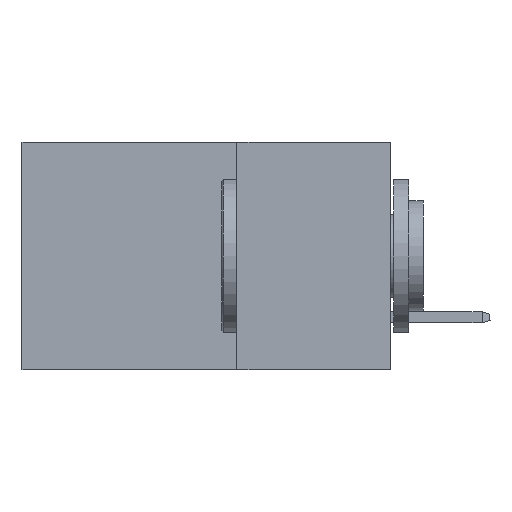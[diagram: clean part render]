
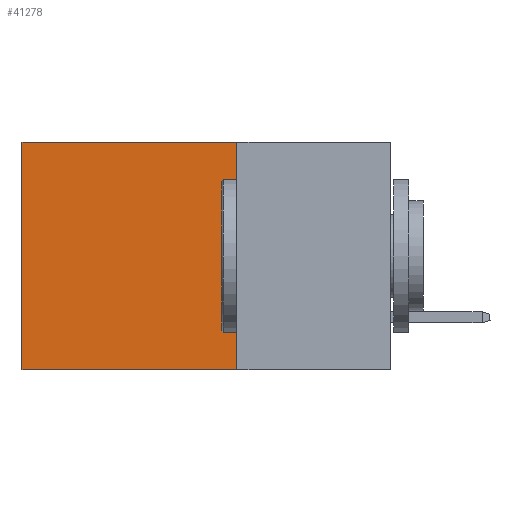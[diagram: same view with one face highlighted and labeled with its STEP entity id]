
A CAD part, left-side view. The second image highlights one B-rep face of the part: STEP entity #41278.
In plain terms, the highlighted planar face has unit normal (-1, 0, 0).
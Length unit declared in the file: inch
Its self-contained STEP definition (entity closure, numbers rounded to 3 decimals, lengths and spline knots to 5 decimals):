
#378 = VERTEX_POINT ( 'NONE', #6615 ) ;
#1186 = VERTEX_POINT ( 'NONE', #37971 ) ;
#1556 = EDGE_CURVE ( 'NONE', #378, #31117, #8724, .T. ) ;
#1720 = ORIENTED_EDGE ( 'NONE', *, *, #42393, .T. ) ;
#5341 = EDGE_CURVE ( 'NONE', #1186, #31117, #22969, .T. ) ;
#6615 = CARTESIAN_POINT ( 'NONE',  ( 0.2875, 0.25, -0.37 ) ) ;
#7756 = ORIENTED_EDGE ( 'NONE', *, *, #18371, .F. ) ;
#7875 = DIRECTION ( 'NONE',  ( 0., 1., 0. ) ) ;
#8724 = LINE ( 'NONE', #33885, #25257 ) ;
#9055 = LINE ( 'NONE', #13970, #37952 ) ;
#9129 = EDGE_LOOP ( 'NONE', ( #24761, #20199, #7756, #1720 ) ) ;
#9416 = CARTESIAN_POINT ( 'NONE',  ( 0.2875, 0.25, 0. ) ) ;
#12100 = VECTOR ( 'NONE', #12404, 39.37008 ) ;
#12404 = DIRECTION ( 'NONE',  ( 0., 0., -1. ) ) ;
#13970 = CARTESIAN_POINT ( 'NONE',  ( 0.2875, 0.25, 0. ) ) ;
#14251 = AXIS2_PLACEMENT_3D ( 'NONE', #9416, #32497, #42769 ) ;
#16781 = FACE_OUTER_BOUND ( 'NONE', #9129, .T. ) ;
#17251 = VECTOR ( 'NONE', #35725, 39.37008 ) ;
#18371 = EDGE_CURVE ( 'NONE', #23102, #378, #9055, .T. ) ;
#20199 = ORIENTED_EDGE ( 'NONE', *, *, #1556, .F. ) ;
#22536 = PLANE ( 'NONE',  #14251 ) ;
#22969 = LINE ( 'NONE', #25987, #12100 ) ;
#23102 = VERTEX_POINT ( 'NONE', #38273 ) ;
#24761 = ORIENTED_EDGE ( 'NONE', *, *, #5341, .T. ) ;
#25257 = VECTOR ( 'NONE', #7875, 39.37008 ) ;
#25987 = CARTESIAN_POINT ( 'NONE',  ( 0.2875, 0.6, 0. ) ) ;
#28092 = LINE ( 'NONE', #28915, #17251 ) ;
#28915 = CARTESIAN_POINT ( 'NONE',  ( 0.2875, 0.25, 0. ) ) ;
#29985 = DIRECTION ( 'NONE',  ( 0., 0., -1. ) ) ;
#31117 = VERTEX_POINT ( 'NONE', #32131 ) ;
#32131 = CARTESIAN_POINT ( 'NONE',  ( 0.2875, 0.6, -0.37 ) ) ;
#32497 = DIRECTION ( 'NONE',  ( 1., 0., 0. ) ) ;
#33885 = CARTESIAN_POINT ( 'NONE',  ( 0.2875, 0.25, -0.37 ) ) ;
#35725 = DIRECTION ( 'NONE',  ( 0., 1., 0. ) ) ;
#37952 = VECTOR ( 'NONE', #29985, 39.37008 ) ;
#37971 = CARTESIAN_POINT ( 'NONE',  ( 0.2875, 0.6, 0. ) ) ;
#38273 = CARTESIAN_POINT ( 'NONE',  ( 0.2875, 0.25, 0. ) ) ;
#41278 = ADVANCED_FACE ( 'NONE', ( #16781 ), #22536, .F. ) ;
#42393 = EDGE_CURVE ( 'NONE', #23102, #1186, #28092, .T. ) ;
#42769 = DIRECTION ( 'NONE',  ( 0., 0., -1. ) ) ;
